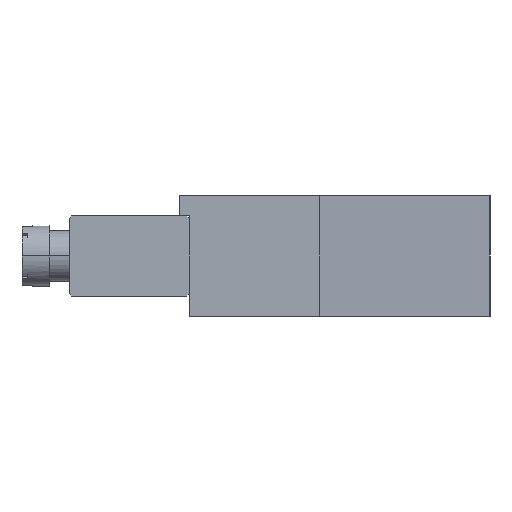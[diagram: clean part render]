
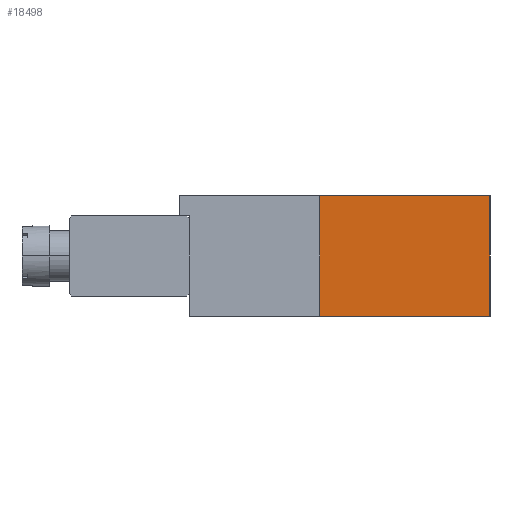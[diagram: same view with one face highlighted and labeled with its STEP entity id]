
A CAD part, left-side view. The second image highlights one B-rep face of the part: STEP entity #18498.
In plain terms, the highlighted planar face has unit normal (-0.62, -0.784, 0).
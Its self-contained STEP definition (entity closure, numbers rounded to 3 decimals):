
#54 = PLANE ( 'NONE',  #4882 ) ;
#308 = CARTESIAN_POINT ( 'NONE',  ( -43., -13., -12. ) ) ;
#1214 = ORIENTED_EDGE ( 'NONE', *, *, #6217, .F. ) ;
#1406 = CARTESIAN_POINT ( 'NONE',  ( -43., -13., -12. ) ) ;
#2024 = EDGE_CURVE ( 'NONE', #11398, #13210, #18017, .T. ) ;
#3905 = LINE ( 'NONE', #25601, #14299 ) ;
#4514 = ORIENTED_EDGE ( 'NONE', *, *, #22267, .T. ) ;
#4706 = VERTEX_POINT ( 'NONE', #25593 ) ;
#4882 = AXIS2_PLACEMENT_3D ( 'NONE', #8433, #22988, #10525 ) ;
#5152 = LINE ( 'NONE', #1406, #14953 ) ;
#6094 = ORIENTED_EDGE ( 'NONE', *, *, #7100, .F. ) ;
#6217 = EDGE_CURVE ( 'NONE', #11398, #8173, #5152, .T. ) ;
#7100 = EDGE_CURVE ( 'NONE', #8173, #4706, #3905, .T. ) ;
#8173 = VERTEX_POINT ( 'NONE', #14028 ) ;
#8433 = CARTESIAN_POINT ( 'NONE',  ( -21.5, -30., -12. ) ) ;
#8769 = CARTESIAN_POINT ( 'NONE',  ( -21.5, -30., -12. ) ) ;
#9364 = DIRECTION ( 'NONE',  ( 0.784, -0.62, 0. ) ) ;
#10525 = DIRECTION ( 'NONE',  ( 0.784, -0.62, 0. ) ) ;
#11398 = VERTEX_POINT ( 'NONE', #308 ) ;
#12507 = VECTOR ( 'NONE', #20561, 1000. ) ;
#13210 = VERTEX_POINT ( 'NONE', #8769 ) ;
#13770 = DIRECTION ( 'NONE',  ( 0., 0., 1. ) ) ;
#14028 = CARTESIAN_POINT ( 'NONE',  ( -43., -13., 0. ) ) ;
#14299 = VECTOR ( 'NONE', #9364, 1000. ) ;
#14594 = DIRECTION ( 'NONE',  ( 0., 0., 1. ) ) ;
#14953 = VECTOR ( 'NONE', #13770, 1000. ) ;
#16283 = CARTESIAN_POINT ( 'NONE',  ( -21.5, -30., -12. ) ) ;
#16660 = CARTESIAN_POINT ( 'NONE',  ( -21.5, -30., -12. ) ) ;
#16841 = LINE ( 'NONE', #16660, #22366 ) ;
#18017 = LINE ( 'NONE', #16283, #12507 ) ;
#18498 = ADVANCED_FACE ( 'NONE', ( #25081 ), #54, .T. ) ;
#19757 = ORIENTED_EDGE ( 'NONE', *, *, #2024, .T. ) ;
#20561 = DIRECTION ( 'NONE',  ( 0.784, -0.62, 0. ) ) ;
#22267 = EDGE_CURVE ( 'NONE', #13210, #4706, #16841, .T. ) ;
#22366 = VECTOR ( 'NONE', #14594, 1000. ) ;
#22988 = DIRECTION ( 'NONE',  ( -0.62, -0.784, 0. ) ) ;
#25081 = FACE_OUTER_BOUND ( 'NONE', #25277, .T. ) ;
#25277 = EDGE_LOOP ( 'NONE', ( #6094, #1214, #19757, #4514 ) ) ;
#25593 = CARTESIAN_POINT ( 'NONE',  ( -21.5, -30., 0. ) ) ;
#25601 = CARTESIAN_POINT ( 'NONE',  ( -21.5, -30., 0. ) ) ;
